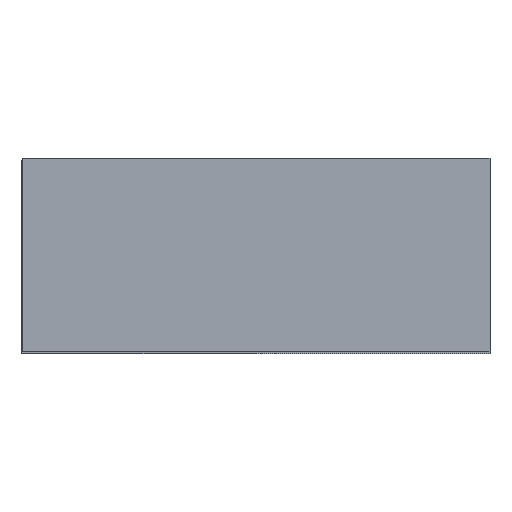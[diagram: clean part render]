
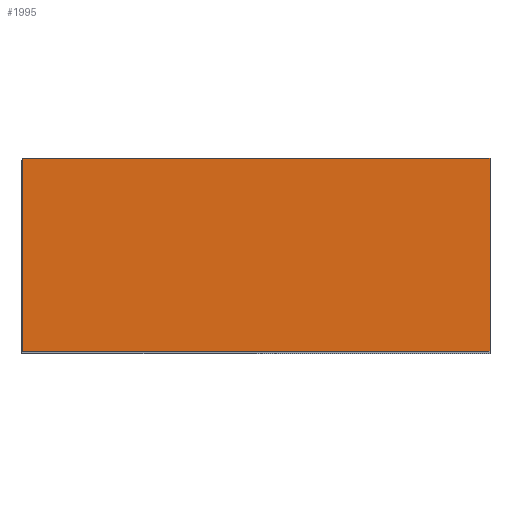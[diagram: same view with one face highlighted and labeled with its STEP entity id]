
A CAD part, top view. The second image highlights one B-rep face of the part: STEP entity #1995.
In plain terms, the highlighted planar face has unit normal (0, 0, 1).
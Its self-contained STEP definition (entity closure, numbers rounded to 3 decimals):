
#346 = VERTEX_POINT ( 'NONE', #1045 ) ;
#508 = EDGE_CURVE ( 'NONE', #4531, #3153, #2494, .T. ) ;
#537 = DIRECTION ( 'NONE',  ( 1., 0., 0. ) ) ;
#773 = EDGE_CURVE ( 'NONE', #4531, #5799, #1258, .T. ) ;
#893 = CARTESIAN_POINT ( 'NONE',  ( 2., 0., 6.15 ) ) ;
#918 = EDGE_CURVE ( 'NONE', #346, #5799, #5296, .T. ) ;
#1045 = CARTESIAN_POINT ( 'NONE',  ( 2., 1.6, 6.15 ) ) ;
#1067 = CARTESIAN_POINT ( 'NONE',  ( -2., -0.05, 6.15 ) ) ;
#1093 = VECTOR ( 'NONE', #2063, 1000. ) ;
#1202 = ORIENTED_EDGE ( 'NONE', *, *, #2862, .F. ) ;
#1258 = LINE ( 'NONE', #4762, #5405 ) ;
#1915 = CARTESIAN_POINT ( 'NONE',  ( -2., 0., 6.15 ) ) ;
#1995 = ADVANCED_FACE ( 'NONE', ( #5477 ), #2774, .T. ) ;
#2063 = DIRECTION ( 'NONE',  ( 0., 1., 0. ) ) ;
#2494 = LINE ( 'NONE', #5239, #1093 ) ;
#2774 = PLANE ( 'NONE',  #3627 ) ;
#2862 = EDGE_CURVE ( 'NONE', #3153, #346, #5786, .T. ) ;
#3096 = DIRECTION ( 'NONE',  ( 1., 0., 0. ) ) ;
#3153 = VERTEX_POINT ( 'NONE', #5167 ) ;
#3315 = DIRECTION ( 'NONE',  ( 1., 0., 0. ) ) ;
#3627 = AXIS2_PLACEMENT_3D ( 'NONE', #1915, #4069, #537 ) ;
#3903 = CARTESIAN_POINT ( 'NONE',  ( 0., 1.6, 6.15 ) ) ;
#4069 = DIRECTION ( 'NONE',  ( 0., 0., 1. ) ) ;
#4414 = ORIENTED_EDGE ( 'NONE', *, *, #773, .T. ) ;
#4471 = EDGE_LOOP ( 'NONE', ( #5170, #4414, #5594, #1202 ) ) ;
#4531 = VERTEX_POINT ( 'NONE', #1067 ) ;
#4762 = CARTESIAN_POINT ( 'NONE',  ( -2., -0.05, 6.15 ) ) ;
#4956 = VECTOR ( 'NONE', #3096, 1000. ) ;
#5167 = CARTESIAN_POINT ( 'NONE',  ( -2., 1.6, 6.15 ) ) ;
#5170 = ORIENTED_EDGE ( 'NONE', *, *, #508, .F. ) ;
#5239 = CARTESIAN_POINT ( 'NONE',  ( -2., 0., 6.15 ) ) ;
#5296 = LINE ( 'NONE', #893, #5783 ) ;
#5390 = CARTESIAN_POINT ( 'NONE',  ( 2., -0.05, 6.15 ) ) ;
#5405 = VECTOR ( 'NONE', #3315, 1000. ) ;
#5477 = FACE_OUTER_BOUND ( 'NONE', #4471, .T. ) ;
#5594 = ORIENTED_EDGE ( 'NONE', *, *, #918, .F. ) ;
#5783 = VECTOR ( 'NONE', #5822, 1000. ) ;
#5786 = LINE ( 'NONE', #3903, #4956 ) ;
#5799 = VERTEX_POINT ( 'NONE', #5390 ) ;
#5822 = DIRECTION ( 'NONE',  ( 0., -1., 0. ) ) ;
